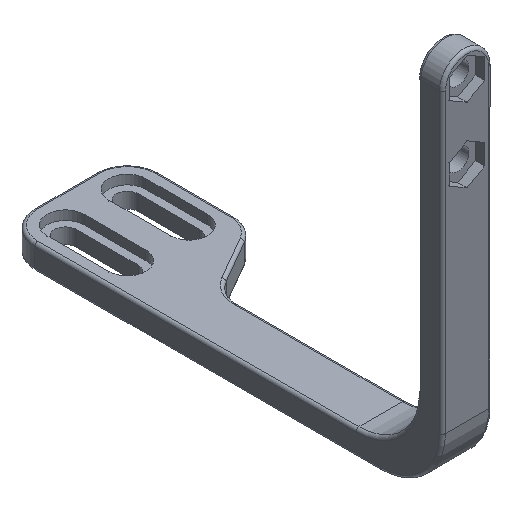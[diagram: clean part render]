
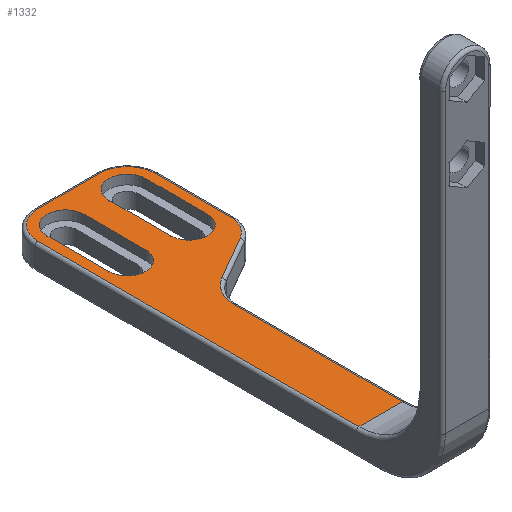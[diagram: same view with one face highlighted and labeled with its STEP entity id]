
A CAD part, isometric view. The second image highlights one B-rep face of the part: STEP entity #1332.
In plain terms, the highlighted planar face has unit normal (0, 0, 1).
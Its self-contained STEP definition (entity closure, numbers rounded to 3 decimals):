
#73=FACE_BOUND('',#316,.T.);
#74=FACE_BOUND('',#317,.T.);
#121=CIRCLE('',#1441,4.5);
#125=CIRCLE('',#1447,4.5);
#129=CIRCLE('',#1453,4.5);
#133=CIRCLE('',#1459,5.5);
#143=CIRCLE('',#1491,3.);
#145=CIRCLE('',#1495,3.);
#147=CIRCLE('',#1500,3.);
#149=CIRCLE('',#1504,3.);
#227=FACE_OUTER_BOUND('',#315,.T.);
#315=EDGE_LOOP('',(#1201,#1202,#1203,#1204,#1205,#1206,#1207,#1208,#1209,
#1210));
#316=EDGE_LOOP('',(#1211,#1212,#1213,#1214));
#317=EDGE_LOOP('',(#1215,#1216,#1217,#1218));
#384=LINE('',#2157,#496);
#386=LINE('',#2167,#498);
#388=LINE('',#2179,#500);
#390=LINE('',#2191,#502);
#391=LINE('',#2200,#503);
#394=LINE('',#2209,#506);
#414=LINE('',#2264,#526);
#419=LINE('',#2278,#531);
#422=LINE('',#2289,#534);
#427=LINE('',#2303,#539);
#496=VECTOR('',#1742,10.);
#498=VECTOR('',#1754,10.);
#500=VECTOR('',#1768,10.);
#502=VECTOR('',#1782,10.);
#503=VECTOR('',#1795,10.);
#506=VECTOR('',#1808,10.);
#526=VECTOR('',#1874,10.);
#531=VECTOR('',#1887,10.);
#534=VECTOR('',#1900,10.);
#539=VECTOR('',#1913,10.);
#617=VERTEX_POINT('',#2151);
#618=VERTEX_POINT('',#2155);
#619=VERTEX_POINT('',#2159);
#620=VERTEX_POINT('',#2163);
#622=VERTEX_POINT('',#2169);
#624=VERTEX_POINT('',#2175);
#626=VERTEX_POINT('',#2181);
#628=VERTEX_POINT('',#2187);
#630=VERTEX_POINT('',#2193);
#631=VERTEX_POINT('',#2198);
#643=VERTEX_POINT('',#2262);
#644=VERTEX_POINT('',#2263);
#647=VERTEX_POINT('',#2271);
#649=VERTEX_POINT('',#2277);
#651=VERTEX_POINT('',#2287);
#652=VERTEX_POINT('',#2288);
#655=VERTEX_POINT('',#2296);
#657=VERTEX_POINT('',#2302);
#769=EDGE_CURVE('',#617,#618,#384,.T.);
#771=EDGE_CURVE('',#618,#619,#121,.T.);
#774=EDGE_CURVE('',#619,#620,#386,.T.);
#777=EDGE_CURVE('',#620,#622,#125,.T.);
#780=EDGE_CURVE('',#622,#624,#388,.T.);
#783=EDGE_CURVE('',#624,#626,#129,.T.);
#786=EDGE_CURVE('',#626,#628,#390,.T.);
#789=EDGE_CURVE('',#628,#630,#133,.T.);
#791=EDGE_CURVE('',#630,#631,#391,.T.);
#796=EDGE_CURVE('',#631,#617,#394,.T.);
#822=EDGE_CURVE('',#643,#644,#414,.T.);
#826=EDGE_CURVE('',#647,#643,#143,.T.);
#829=EDGE_CURVE('',#649,#647,#419,.T.);
#832=EDGE_CURVE('',#644,#649,#145,.T.);
#834=EDGE_CURVE('',#651,#652,#422,.T.);
#838=EDGE_CURVE('',#655,#651,#147,.T.);
#841=EDGE_CURVE('',#657,#655,#427,.T.);
#844=EDGE_CURVE('',#652,#657,#149,.T.);
#1201=ORIENTED_EDGE('',*,*,#769,.F.);
#1202=ORIENTED_EDGE('',*,*,#796,.F.);
#1203=ORIENTED_EDGE('',*,*,#791,.F.);
#1204=ORIENTED_EDGE('',*,*,#789,.F.);
#1205=ORIENTED_EDGE('',*,*,#786,.F.);
#1206=ORIENTED_EDGE('',*,*,#783,.F.);
#1207=ORIENTED_EDGE('',*,*,#780,.F.);
#1208=ORIENTED_EDGE('',*,*,#777,.F.);
#1209=ORIENTED_EDGE('',*,*,#774,.F.);
#1210=ORIENTED_EDGE('',*,*,#771,.F.);
#1211=ORIENTED_EDGE('',*,*,#822,.T.);
#1212=ORIENTED_EDGE('',*,*,#832,.T.);
#1213=ORIENTED_EDGE('',*,*,#829,.T.);
#1214=ORIENTED_EDGE('',*,*,#826,.T.);
#1215=ORIENTED_EDGE('',*,*,#834,.T.);
#1216=ORIENTED_EDGE('',*,*,#844,.T.);
#1217=ORIENTED_EDGE('',*,*,#841,.T.);
#1218=ORIENTED_EDGE('',*,*,#838,.T.);
#1254=PLANE('',#1509);
#1332=ADVANCED_FACE('',(#227,#73,#74),#1254,.T.);
#1441=AXIS2_PLACEMENT_3D('',#2161,#1747,#1748);
#1447=AXIS2_PLACEMENT_3D('',#2173,#1761,#1762);
#1453=AXIS2_PLACEMENT_3D('',#2185,#1775,#1776);
#1459=AXIS2_PLACEMENT_3D('',#2196,#1789,#1790);
#1491=AXIS2_PLACEMENT_3D('',#2272,#1880,#1881);
#1495=AXIS2_PLACEMENT_3D('',#2283,#1892,#1893);
#1500=AXIS2_PLACEMENT_3D('',#2297,#1906,#1907);
#1504=AXIS2_PLACEMENT_3D('',#2308,#1918,#1919);
#1509=AXIS2_PLACEMENT_3D('',#2314,#1929,#1930);
#1742=DIRECTION('',(0.,1.,0.));
#1747=DIRECTION('center_axis',(0.,0.,-1.));
#1748=DIRECTION('ref_axis',(-0.707,0.707,0.));
#1754=DIRECTION('',(1.,0.,0.));
#1761=DIRECTION('center_axis',(0.,0.,-1.));
#1762=DIRECTION('ref_axis',(0.707,0.707,0.));
#1768=DIRECTION('',(0.,-1.,0.));
#1775=DIRECTION('center_axis',(0.,0.,-1.));
#1776=DIRECTION('ref_axis',(0.866,-0.5,0.));
#1782=DIRECTION('',(-0.866,-0.5,0.));
#1789=DIRECTION('center_axis',(0.,0.,1.));
#1790=DIRECTION('ref_axis',(-0.866,0.5,0.));
#1795=DIRECTION('',(0.,-1.,0.));
#1808=DIRECTION('',(-1.,0.,0.));
#1874=DIRECTION('',(0.,-1.,0.));
#1880=DIRECTION('center_axis',(0.,0.,-1.));
#1881=DIRECTION('ref_axis',(1.,0.,0.));
#1887=DIRECTION('',(0.,1.,0.));
#1892=DIRECTION('center_axis',(0.,0.,-1.));
#1893=DIRECTION('ref_axis',(-1.,0.,0.));
#1900=DIRECTION('',(0.,-1.,0.));
#1906=DIRECTION('center_axis',(0.,0.,-1.));
#1907=DIRECTION('ref_axis',(1.,0.,0.));
#1913=DIRECTION('',(0.,1.,0.));
#1918=DIRECTION('center_axis',(0.,0.,-1.));
#1919=DIRECTION('ref_axis',(-1.,0.,0.));
#1929=DIRECTION('center_axis',(0.,0.,1.));
#1930=DIRECTION('ref_axis',(0.,-1.,0.));
#2151=CARTESIAN_POINT('',(0.5,10.,-58.));
#2155=CARTESIAN_POINT('',(0.5,62.,-58.));
#2157=CARTESIAN_POINT('',(0.5,49.25,-58.));
#2159=CARTESIAN_POINT('',(5.,66.5,-58.));
#2161=CARTESIAN_POINT('Origin',(5.,62.,-58.));
#2163=CARTESIAN_POINT('',(15.,66.5,-58.));
#2167=CARTESIAN_POINT('',(0.,66.5,-58.));
#2169=CARTESIAN_POINT('',(19.5,62.,-58.));
#2173=CARTESIAN_POINT('Origin',(15.,62.,-58.));
#2175=CARTESIAN_POINT('',(19.5,49.887,-58.));
#2179=CARTESIAN_POINT('',(19.5,67.,-58.));
#2181=CARTESIAN_POINT('',(17.25,45.99,-58.));
#2185=CARTESIAN_POINT('Origin',(15.,49.887,-58.));
#2187=CARTESIAN_POINT('',(10.25,41.948,-58.));
#2191=CARTESIAN_POINT('',(16.58,45.603,-58.));
#2193=CARTESIAN_POINT('',(7.5,37.185,-58.));
#2196=CARTESIAN_POINT('Origin',(13.,37.185,-58.));
#2198=CARTESIAN_POINT('',(7.5,10.,-58.));
#2200=CARTESIAN_POINT('',(7.5,49.25,-58.));
#2209=CARTESIAN_POINT('',(0.,10.,-58.));
#2262=CARTESIAN_POINT('',(18.,62.,-58.));
#2263=CARTESIAN_POINT('',(18.,52.,-58.));
#2264=CARTESIAN_POINT('',(18.,64.5,-58.));
#2271=CARTESIAN_POINT('',(12.,62.,-58.));
#2272=CARTESIAN_POINT('Origin',(15.,62.,-58.));
#2277=CARTESIAN_POINT('',(12.,52.,-58.));
#2278=CARTESIAN_POINT('',(12.,59.5,-58.));
#2283=CARTESIAN_POINT('Origin',(15.,52.,-58.));
#2287=CARTESIAN_POINT('',(8.,62.,-58.));
#2288=CARTESIAN_POINT('',(8.,52.,-58.));
#2289=CARTESIAN_POINT('',(8.,64.5,-58.));
#2296=CARTESIAN_POINT('',(2.,62.,-58.));
#2297=CARTESIAN_POINT('Origin',(5.,62.,-58.));
#2302=CARTESIAN_POINT('',(2.,52.,-58.));
#2303=CARTESIAN_POINT('',(2.,59.5,-58.));
#2308=CARTESIAN_POINT('Origin',(5.,52.,-58.));
#2314=CARTESIAN_POINT('Origin',(0.,67.,-58.));
